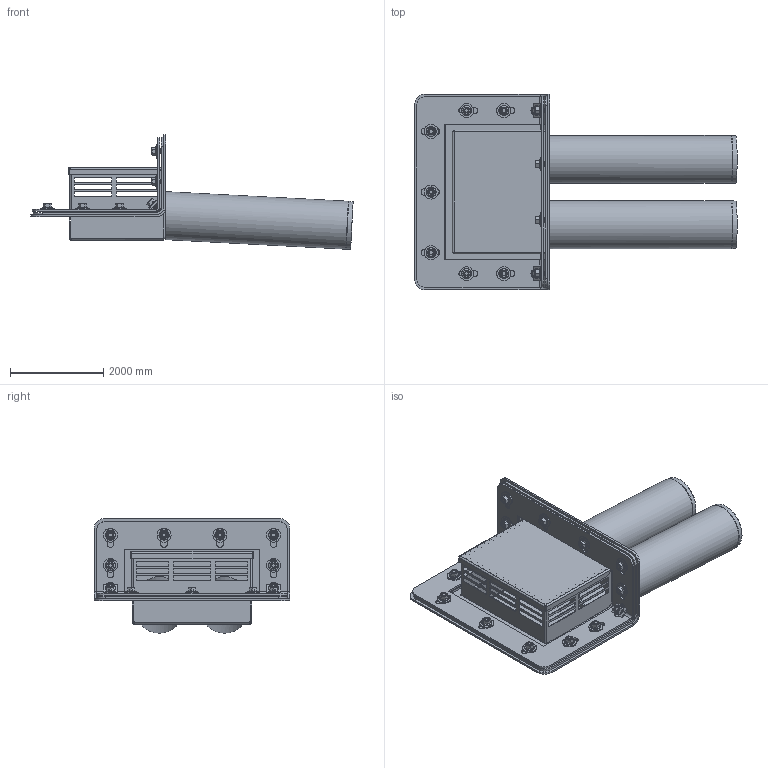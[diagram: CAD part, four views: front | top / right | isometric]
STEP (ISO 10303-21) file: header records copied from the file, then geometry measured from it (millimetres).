
FILE_DESCRIPTION(/* description */ (''),/* implementation_level */ '2;1');
FILE_NAME(/* name */ '13457.100X_3D.stp',/* time_stamp */ '2024-12-11T14:46:27+01:00',/* author */ ('CAD'),/* organization */ (''),/* preprocessor_version */ 'ST-DEVELOPER v20',/* originating_system */ 'AutoCAD Mechanical',/* authorisation */ '');
FILE_SCHEMA (('AUTOMOTIVE_DESIGN { 1 0 10303 214 3 1 1 }'));
Length unit declared in the file: centimetre
Products named in the file (3): Product; *S0; S903209
Assembly tree (2 placements, depth 2):
  Product
    *S0
    S903209
Bounding box: 6917.5 x 4200 x 2454.2 mm (x, y, z)
Volume: 2199788468.9 mm3; surface area: 163528480 mm2
Topology: 60 solids, 60 shells, 1197 faces, 2753 edges, 1663 vertices
Faces by surface type: plane 511, cone 466, cylinder 190, torus 20, bspline 8, sphere 2
Full cylindrical faces by diameter (mm): 55 x2, 60 x2, 83.76 x16, 100 x3, 105 x13, 108 x2, 120 x5, 140 x2, 300 x13, 992 x2, 1000 x2, 1030 x2
Entity records: 35135 total; most frequent: CARTESIAN_POINT 7704, DIRECTION 5747, ORIENTED_EDGE 5500, EDGE_CURVE 2750, AXIS2_PLACEMENT_3D 2138, VERTEX_POINT 1661, LINE 1471, VECTOR 1471
